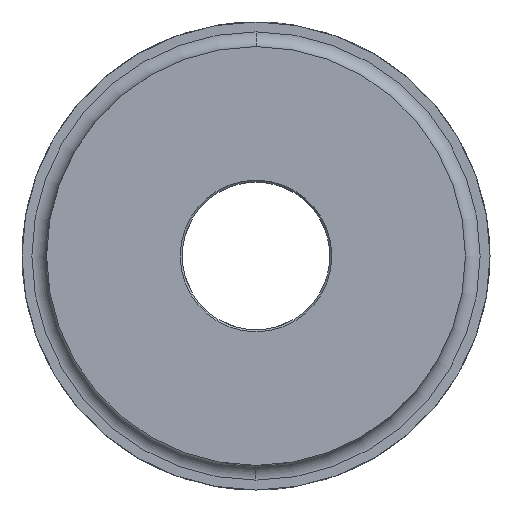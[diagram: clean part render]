
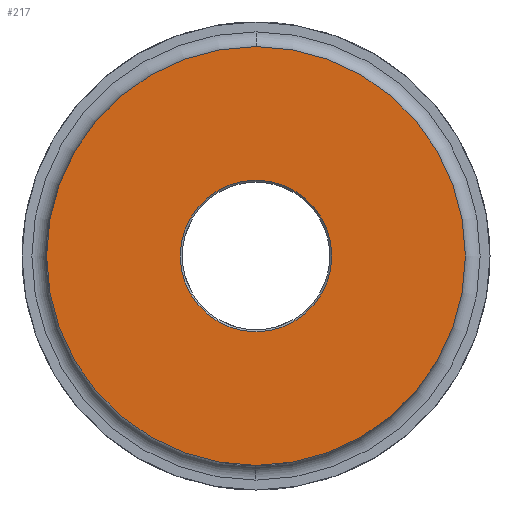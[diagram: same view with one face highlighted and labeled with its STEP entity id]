
A CAD part, left-side view. The second image highlights one B-rep face of the part: STEP entity #217.
In plain terms, the highlighted planar face has unit normal (-1, 0, 0).
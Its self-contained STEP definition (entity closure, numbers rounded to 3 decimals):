
#217 = ADVANCED_FACE ( 'NONE', ( #3547, #3553 ), #4287, .T. ) ;
#667 = EDGE_CURVE ( 'NONE', #10689, #10690, #3601, .T. ) ;
#675 = EDGE_CURVE ( 'NONE', #10662, #10661, #3608, .T. ) ;
#738 = EDGE_CURVE ( 'NONE', #10661, #10662, #6114, .T. ) ;
#739 = EDGE_CURVE ( 'NONE', #10690, #10689, #6115, .T. ) ;
#935 = ORIENTED_EDGE ( 'NONE', *, *, #738, .F. ) ;
#936 = ORIENTED_EDGE ( 'NONE', *, *, #675, .F. ) ;
#937 = ORIENTED_EDGE ( 'NONE', *, *, #667, .T. ) ;
#938 = ORIENTED_EDGE ( 'NONE', *, *, #739, .T. ) ;
#2349 = AXIS2_PLACEMENT_3D ( 'NONE', #4286, #4289, #4290 ) ;
#2388 = AXIS2_PLACEMENT_3D ( 'NONE', #4546, #4637, #4638 ) ;
#2393 = AXIS2_PLACEMENT_3D ( 'NONE', #4658, #4659, #4660 ) ;
#2748 = EDGE_LOOP ( 'NONE', ( #935, #936 ) ) ;
#2750 = EDGE_LOOP ( 'NONE', ( #937, #938 ) ) ;
#3547 = FACE_BOUND ( 'NONE', #2748, .T. ) ;
#3553 = FACE_OUTER_BOUND ( 'NONE', #2750, .T. ) ;
#3601 = CIRCLE ( 'NONE', #2388, 42.5 ) ;
#3608 = CIRCLE ( 'NONE', #2393, 15.381 ) ;
#4286 = CARTESIAN_POINT ( 'NONE',  ( -63., 0., 0. ) ) ;
#4287 = PLANE ( 'NONE',  #2349 ) ;
#4289 = DIRECTION ( 'NONE',  ( -1., 0., 0. ) ) ;
#4290 = DIRECTION ( 'NONE',  ( 0., 0., -1. ) ) ;
#4546 = CARTESIAN_POINT ( 'NONE',  ( -63., 0., 0. ) ) ;
#4637 = DIRECTION ( 'NONE',  ( -1., 0., 0. ) ) ;
#4638 = DIRECTION ( 'NONE',  ( 0., 0., 1. ) ) ;
#4658 = CARTESIAN_POINT ( 'NONE',  ( -63., 0., 0. ) ) ;
#4659 = DIRECTION ( 'NONE',  ( -1., 0., 0. ) ) ;
#4660 = DIRECTION ( 'NONE',  ( 0., 0., -1. ) ) ;
#4976 = CARTESIAN_POINT ( 'NONE',  ( -63., 0., 0. ) ) ;
#4994 = CARTESIAN_POINT ( 'NONE',  ( -63., 0., 0. ) ) ;
#4995 = DIRECTION ( 'NONE',  ( -1., 0., 0. ) ) ;
#4996 = DIRECTION ( 'NONE',  ( 0., 0., -1. ) ) ;
#4998 = DIRECTION ( 'NONE',  ( -1., 0., 0. ) ) ;
#4999 = DIRECTION ( 'NONE',  ( 0., 0., 1. ) ) ;
#5571 = AXIS2_PLACEMENT_3D ( 'NONE', #4976, #4998, #4999 ) ;
#5572 = AXIS2_PLACEMENT_3D ( 'NONE', #4994, #4995, #4996 ) ;
#6114 = CIRCLE ( 'NONE', #5572, 15.381 ) ;
#6115 = CIRCLE ( 'NONE', #5571, 42.5 ) ;
#10180 = CARTESIAN_POINT ( 'NONE',  ( -63., 0., -15.381 ) ) ;
#10181 = CARTESIAN_POINT ( 'NONE',  ( -63., 0., 15.381 ) ) ;
#10208 = CARTESIAN_POINT ( 'NONE',  ( -63., 0., 42.5 ) ) ;
#10209 = CARTESIAN_POINT ( 'NONE',  ( -63., 0., -42.5 ) ) ;
#10661 = VERTEX_POINT ( 'NONE', #10180 ) ;
#10662 = VERTEX_POINT ( 'NONE', #10181 ) ;
#10689 = VERTEX_POINT ( 'NONE', #10208 ) ;
#10690 = VERTEX_POINT ( 'NONE', #10209 ) ;
